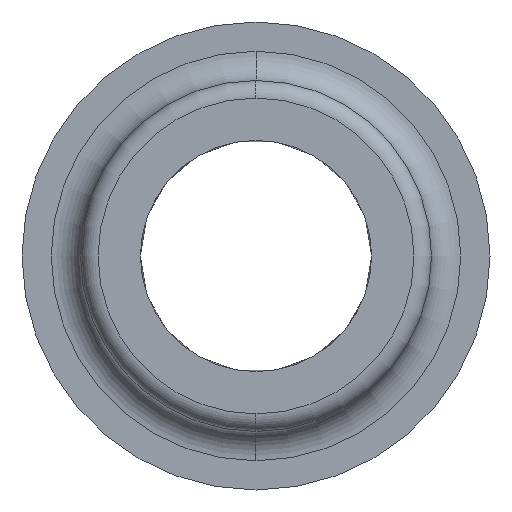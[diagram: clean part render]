
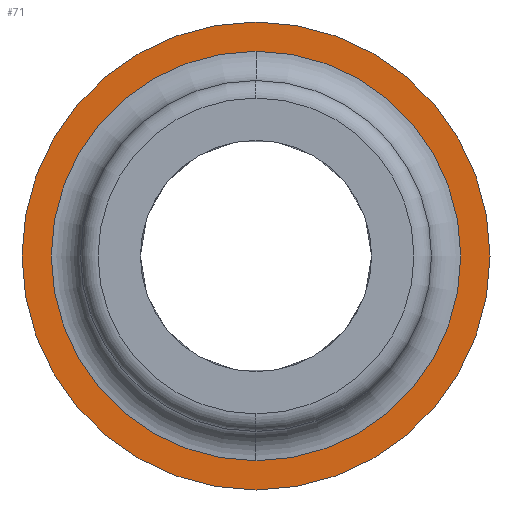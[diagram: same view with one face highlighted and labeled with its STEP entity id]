
A CAD part, left-side view. The second image highlights one B-rep face of the part: STEP entity #71.
In plain terms, the highlighted planar face has unit normal (-1, 0, 0).
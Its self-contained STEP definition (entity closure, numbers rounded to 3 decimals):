
#71=ADVANCED_FACE('',(#144,#145),#146,.T.);
#144=FACE_BOUND('',#241,.T.);
#145=FACE_OUTER_BOUND('',#242,.T.);
#146=PLANE('',#243);
#241=EDGE_LOOP('',(#490,#491,#492));
#242=EDGE_LOOP('',(#493,#494));
#243=AXIS2_PLACEMENT_3D('',#495,#496,#497);
#490=ORIENTED_EDGE('',*,*,#764,.F.);
#491=ORIENTED_EDGE('',*,*,#765,.F.);
#492=ORIENTED_EDGE('',*,*,#753,.F.);
#493=ORIENTED_EDGE('',*,*,#759,.T.);
#494=ORIENTED_EDGE('',*,*,#763,.T.);
#495=CARTESIAN_POINT('',(20.6,3.75,0.));
#496=DIRECTION('',(-1.0,0.0,0.));
#497=DIRECTION('',(0.0,1.0,0.0));
#753=EDGE_CURVE('',#938,#940,#941,.T.);
#759=EDGE_CURVE('',#946,#950,#952,.T.);
#763=EDGE_CURVE('',#950,#946,#956,.T.);
#764=EDGE_CURVE('',#957,#938,#958,.T.);
#765=EDGE_CURVE('',#940,#957,#959,.T.);
#938=VERTEX_POINT('',#1158);
#940=VERTEX_POINT('',#1160);
#941=CIRCLE('',#1161,3.5);
#946=VERTEX_POINT('',#1166);
#950=VERTEX_POINT('',#1171);
#952=CIRCLE('',#1174,4.0);
#956=CIRCLE('',#1180,4.0);
#957=VERTEX_POINT('',#1181);
#958=CIRCLE('',#1182,3.5);
#959=CIRCLE('',#1183,3.5);
#1158=CARTESIAN_POINT('',(20.6,0.,-3.5));
#1160=CARTESIAN_POINT('',(20.6,0.,3.5));
#1161=AXIS2_PLACEMENT_3D('',#1410,#1411,#1412);
#1166=CARTESIAN_POINT('',(20.6,4.0,0.));
#1171=CARTESIAN_POINT('',(20.6,-4.0,0.));
#1174=AXIS2_PLACEMENT_3D('',#1424,#1425,#1426);
#1180=AXIS2_PLACEMENT_3D('',#1432,#1433,#1434);
#1181=CARTESIAN_POINT('',(20.6,3.5,0.));
#1182=AXIS2_PLACEMENT_3D('',#1435,#1436,#1437);
#1183=AXIS2_PLACEMENT_3D('',#1438,#1439,#1440);
#1410=CARTESIAN_POINT('',(20.6,0.0,0.));
#1411=DIRECTION('',(-1.0,0.0,0.));
#1412=DIRECTION('',(0.0,1.0,0.0));
#1424=CARTESIAN_POINT('',(20.6,0.0,0.));
#1425=DIRECTION('',(-1.0,0.0,0.));
#1426=DIRECTION('',(0.0,1.0,0.0));
#1432=CARTESIAN_POINT('',(20.6,0.0,0.));
#1433=DIRECTION('',(-1.0,0.0,0.));
#1434=DIRECTION('',(0.0,1.0,0.0));
#1435=CARTESIAN_POINT('',(20.6,0.0,0.));
#1436=DIRECTION('',(-1.0,0.0,0.));
#1437=DIRECTION('',(0.0,1.0,0.0));
#1438=CARTESIAN_POINT('',(20.6,0.0,0.));
#1439=DIRECTION('',(-1.0,0.0,0.));
#1440=DIRECTION('',(0.0,1.0,0.0));
